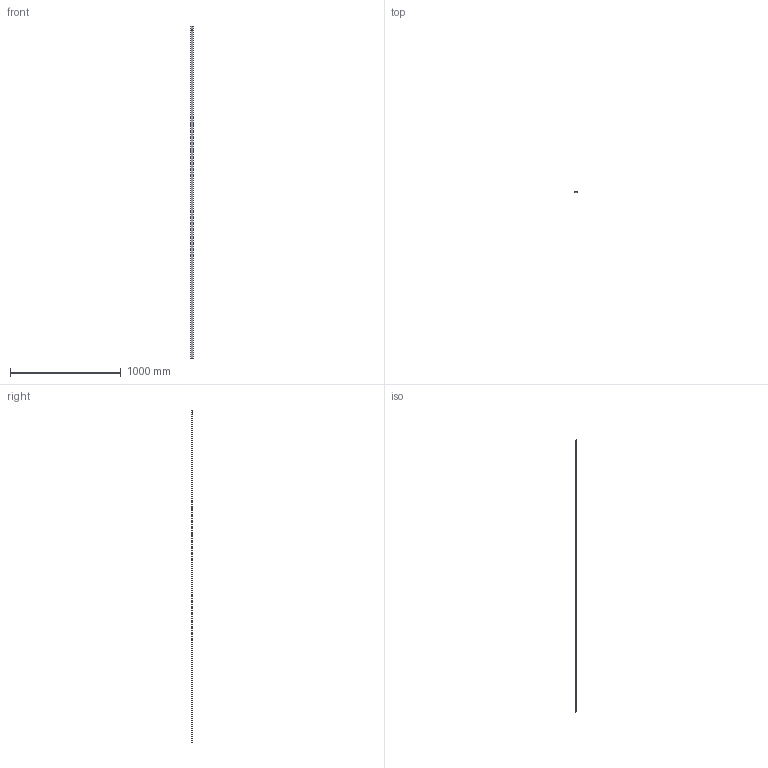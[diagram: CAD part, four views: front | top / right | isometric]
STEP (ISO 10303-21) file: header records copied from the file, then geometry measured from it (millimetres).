
FILE_DESCRIPTION (( 'STEP AP203' ), '1' );
FILE_NAME ('6304.step', '2015-09-17T15:51:15', ( '' ), ( '' ), 'SwSTEP 2.0', 'SolidWorks 2015', '' );
FILE_SCHEMA (( 'CONFIG_CONTROL_DESIGN' ));
Length unit declared in the file: millimetre
Products named in the file (1): 6304
Bounding box: 19.81 x 3.97 x 3000 mm (x, y, z)
Volume: 171375.8 mm3; surface area: 140422.1 mm2
Topology: 1 solids, 1 shells, 189 faces, 507 edges, 338 vertices
Faces by surface type: plane 98, bspline 80, cylinder 11
Entity records: 10096 total; most frequent: CARTESIAN_POINT 5811, ORIENTED_EDGE 1014, DIRECTION 589, EDGE_CURVE 507, VERTEX_POINT 338, VECTOR 325, LINE 325, EDGE_LOOP 207
